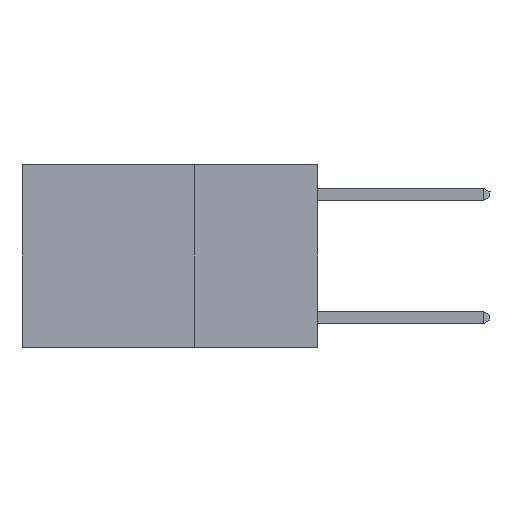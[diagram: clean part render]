
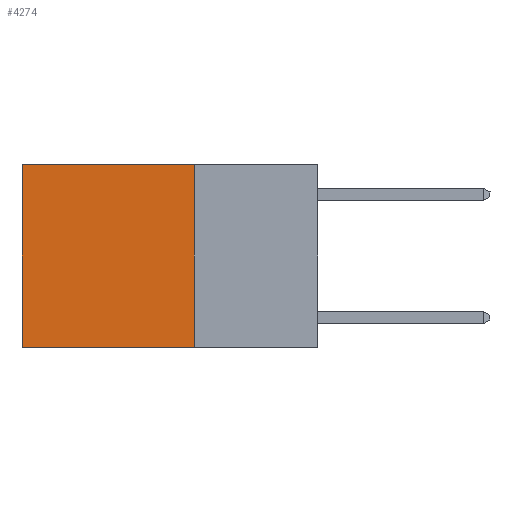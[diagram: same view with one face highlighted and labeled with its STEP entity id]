
A CAD part, left-side view. The second image highlights one B-rep face of the part: STEP entity #4274.
In plain terms, the highlighted planar face has unit normal (-1, 0, 0).
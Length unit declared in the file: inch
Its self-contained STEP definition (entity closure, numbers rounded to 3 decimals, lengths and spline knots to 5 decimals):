
#1305 = VERTEX_POINT ( 'NONE', #1579 ) ;
#1560 = CARTESIAN_POINT ( 'NONE',  ( 0.2625, 0.25, 0. ) ) ;
#1579 = CARTESIAN_POINT ( 'NONE',  ( 0.2625, 0.25, -0.37 ) ) ;
#1640 = DIRECTION ( 'NONE',  ( 0., 1., 0. ) ) ;
#1648 = DIRECTION ( 'NONE',  ( 0., 1., 0. ) ) ;
#2978 = LINE ( 'NONE', #15143, #8041 ) ;
#3133 = ORIENTED_EDGE ( 'NONE', *, *, #15456, .T. ) ;
#4097 = DIRECTION ( 'NONE',  ( 0., 0., -1. ) ) ;
#4274 = ADVANCED_FACE ( 'NONE', ( #13801 ), #6925, .F. ) ;
#4755 = VECTOR ( 'NONE', #1640, 39.37008 ) ;
#6784 = AXIS2_PLACEMENT_3D ( 'NONE', #20161, #22048, #10742 ) ;
#6925 = PLANE ( 'NONE',  #6784 ) ;
#7215 = VECTOR ( 'NONE', #4097, 39.37008 ) ;
#8041 = VECTOR ( 'NONE', #11346, 39.37008 ) ;
#9542 = ORIENTED_EDGE ( 'NONE', *, *, #15531, .F. ) ;
#9571 = CARTESIAN_POINT ( 'NONE',  ( 0.2625, 0.25, 0. ) ) ;
#10586 = CARTESIAN_POINT ( 'NONE',  ( 0.2625, 0.6, -0.37 ) ) ;
#10742 = DIRECTION ( 'NONE',  ( 0., 0., -1. ) ) ;
#11112 = CARTESIAN_POINT ( 'NONE',  ( 0.2625, 0.25, -0.37 ) ) ;
#11346 = DIRECTION ( 'NONE',  ( 0., 0., -1. ) ) ;
#11367 = EDGE_LOOP ( 'NONE', ( #17839, #17431, #9542, #3133 ) ) ;
#11534 = CARTESIAN_POINT ( 'NONE',  ( 0.2625, 0.6, 0. ) ) ;
#11681 = LINE ( 'NONE', #15468, #7215 ) ;
#12681 = LINE ( 'NONE', #11112, #22128 ) ;
#13801 = FACE_OUTER_BOUND ( 'NONE', #11367, .T. ) ;
#15143 = CARTESIAN_POINT ( 'NONE',  ( 0.2625, 0.25, 0. ) ) ;
#15456 = EDGE_CURVE ( 'NONE', #20228, #24062, #19293, .T. ) ;
#15468 = CARTESIAN_POINT ( 'NONE',  ( 0.2625, 0.6, 0. ) ) ;
#15531 = EDGE_CURVE ( 'NONE', #20228, #1305, #2978, .T. ) ;
#15633 = VERTEX_POINT ( 'NONE', #10586 ) ;
#17123 = EDGE_CURVE ( 'NONE', #1305, #15633, #12681, .T. ) ;
#17431 = ORIENTED_EDGE ( 'NONE', *, *, #17123, .F. ) ;
#17839 = ORIENTED_EDGE ( 'NONE', *, *, #19650, .T. ) ;
#19293 = LINE ( 'NONE', #1560, #4755 ) ;
#19650 = EDGE_CURVE ( 'NONE', #24062, #15633, #11681, .T. ) ;
#20161 = CARTESIAN_POINT ( 'NONE',  ( 0.2625, 0.25, 0. ) ) ;
#20228 = VERTEX_POINT ( 'NONE', #9571 ) ;
#22048 = DIRECTION ( 'NONE',  ( 1., 0., 0. ) ) ;
#22128 = VECTOR ( 'NONE', #1648, 39.37008 ) ;
#24062 = VERTEX_POINT ( 'NONE', #11534 ) ;
